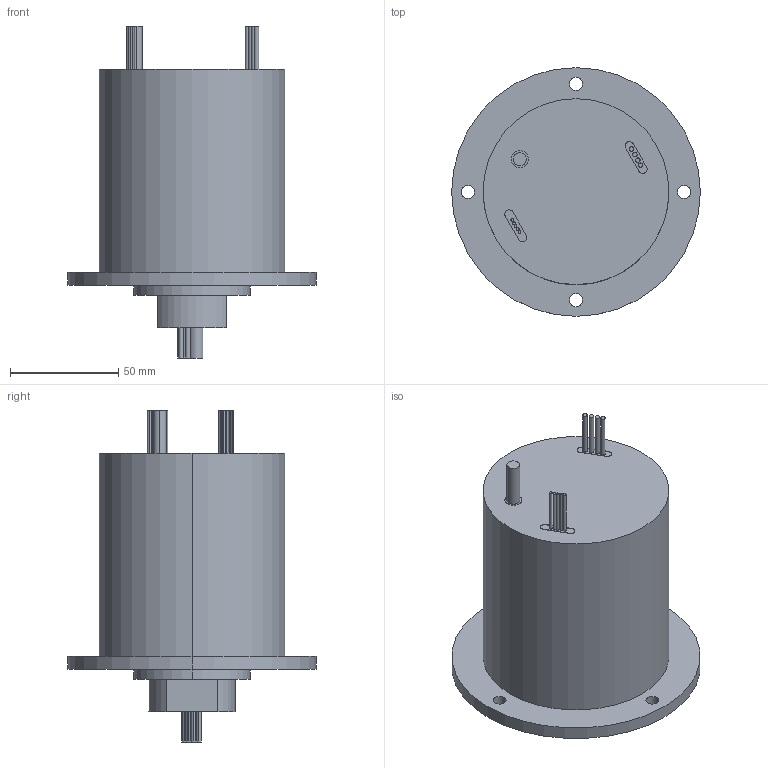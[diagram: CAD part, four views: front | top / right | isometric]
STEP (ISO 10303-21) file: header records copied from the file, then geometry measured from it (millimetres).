
FILE_DESCRIPTION (( 'STEP AP203' ), '1' );
FILE_NAME ('RFS086-P0410-S14-IP65-VDSV1(H328).STEP', '2020-07-11T08:48:11', ( '微软用户' ), ( '微软中国' ), 'SwSTEP 2.0', 'SolidWorks 2014', '' );
FILE_SCHEMA (( 'CONFIG_CONTROL_DESIGN' ));
Length unit declared in the file: millimetre
Products named in the file (1): RFS086-P0410-S14-IP65-VDSV1(H328)
Bounding box: 115 x 115 x 153.6 mm (x, y, z)
Volume: 630626 mm3; surface area: 55708 mm2
Topology: 1 solids, 1 shells, 101 faces, 216 edges, 144 vertices
Faces by surface type: cylinder 66, plane 35
Entity records: 2895 total; most frequent: DIRECTION 552, CARTESIAN_POINT 462, ORIENTED_EDGE 432, AXIS2_PLACEMENT_3D 234, EDGE_CURVE 216, VERTEX_POINT 144, EDGE_LOOP 136, CIRCLE 132
